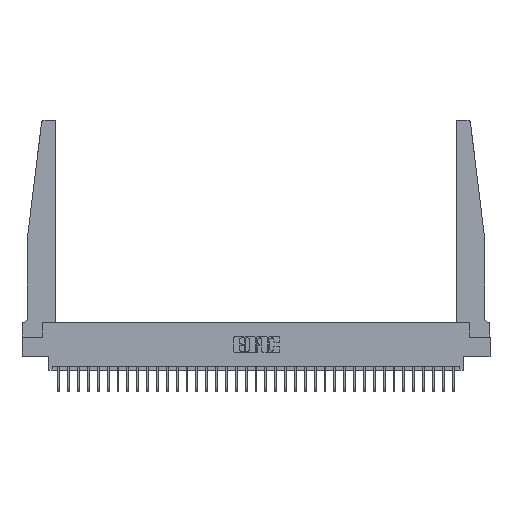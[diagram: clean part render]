
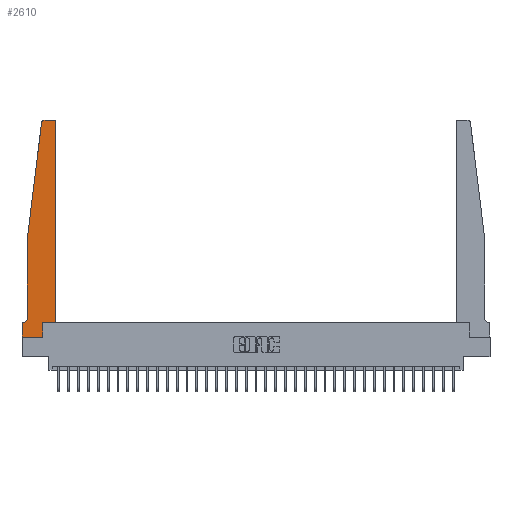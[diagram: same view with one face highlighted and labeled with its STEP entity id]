
A CAD part, top view. The second image highlights one B-rep face of the part: STEP entity #2610.
In plain terms, the highlighted planar face has unit normal (0, 0, 1).
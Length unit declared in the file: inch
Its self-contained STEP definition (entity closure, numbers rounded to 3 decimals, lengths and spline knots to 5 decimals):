
#57 = ORIENTED_EDGE ( 'NONE', *, *, #5532, .T. ) ;
#513 = CARTESIAN_POINT ( 'NONE',  ( 0.065, 0.2375, 0.37 ) ) ;
#530 = DIRECTION ( 'NONE',  ( 1., 0., 0. ) ) ;
#1375 = VERTEX_POINT ( 'NONE', #26196 ) ;
#1396 = VERTEX_POINT ( 'NONE', #26535 ) ;
#1547 = DIRECTION ( 'NONE',  ( 0., 1., 0. ) ) ;
#1660 = VECTOR ( 'NONE', #1547, 39.37008 ) ;
#1927 = VECTOR ( 'NONE', #7233, 39.37008 ) ;
#1965 = LINE ( 'NONE', #9745, #1927 ) ;
#2610 = ADVANCED_FACE ( 'NONE', ( #16198 ), #5860, .T. ) ;
#2749 = DIRECTION ( 'NONE',  ( 0., -1., 0. ) ) ;
#3139 = DIRECTION ( 'NONE',  ( 0., 0., 1. ) ) ;
#4288 = EDGE_CURVE ( 'NONE', #1396, #1375, #4676, .T. ) ;
#4509 = VERTEX_POINT ( 'NONE', #12830 ) ;
#4676 = LINE ( 'NONE', #8084, #10401 ) ;
#5198 = AXIS2_PLACEMENT_3D ( 'NONE', #7518, #23278, #20312 ) ;
#5532 = EDGE_CURVE ( 'NONE', #12415, #30753, #11110, .T. ) ;
#5860 = PLANE ( 'NONE',  #33207 ) ;
#5924 = LINE ( 'NONE', #10237, #29064 ) ;
#6449 = DIRECTION ( 'NONE',  ( 0., -1., 0. ) ) ;
#6722 = CARTESIAN_POINT ( 'NONE',  ( 0., 0.1875, 0.37 ) ) ;
#7233 = DIRECTION ( 'NONE',  ( 1., 0., 0. ) ) ;
#7462 = CIRCLE ( 'NONE', #17070, 0.03 ) ;
#7480 = CARTESIAN_POINT ( 'NONE',  ( 0.2605, 0.18, 0.37 ) ) ;
#7518 = CARTESIAN_POINT ( 'NONE',  ( 0.27653, 2.72, 0.37 ) ) ;
#7558 = VECTOR ( 'NONE', #18135, 39.37008 ) ;
#7734 = ORIENTED_EDGE ( 'NONE', *, *, #9084, .T. ) ;
#8084 = CARTESIAN_POINT ( 'NONE',  ( 0.425, 0.18, 0.37 ) ) ;
#8389 = CARTESIAN_POINT ( 'NONE',  ( 0.395, 2.75, 0.37 ) ) ;
#8502 = CARTESIAN_POINT ( 'NONE',  ( 0., 0.1875, 0.37 ) ) ;
#8927 = ORIENTED_EDGE ( 'NONE', *, *, #29104, .T. ) ;
#9084 = EDGE_CURVE ( 'NONE', #20963, #25364, #25068, .T. ) ;
#9597 = DIRECTION ( 'NONE',  ( 0., 0., -1. ) ) ;
#9684 = VECTOR ( 'NONE', #24615, 39.37008 ) ;
#9745 = CARTESIAN_POINT ( 'NONE',  ( 0., 0., 0.37 ) ) ;
#9875 = ORIENTED_EDGE ( 'NONE', *, *, #22080, .T. ) ;
#10014 = DIRECTION ( 'NONE',  ( -1., 0., 0. ) ) ;
#10237 = CARTESIAN_POINT ( 'NONE',  ( 0.25, 2.75, 0.37 ) ) ;
#10401 = VECTOR ( 'NONE', #29174, 39.37008 ) ;
#10804 = DIRECTION ( 'NONE',  ( 1., 0., 0. ) ) ;
#11007 = LINE ( 'NONE', #27278, #1660 ) ;
#11097 = CARTESIAN_POINT ( 'NONE',  ( 0.395, 2.72, 0.37 ) ) ;
#11110 = LINE ( 'NONE', #11447, #33380 ) ;
#11286 = VECTOR ( 'NONE', #2749, 39.37008 ) ;
#11353 = VERTEX_POINT ( 'NONE', #15340 ) ;
#11447 = CARTESIAN_POINT ( 'NONE',  ( 0., 0., 0.37 ) ) ;
#11588 = CARTESIAN_POINT ( 'NONE',  ( 0.065, 1.25, 0.37 ) ) ;
#12415 = VERTEX_POINT ( 'NONE', #6722 ) ;
#12830 = CARTESIAN_POINT ( 'NONE',  ( 0.24675, 2.72367, 0.37 ) ) ;
#12951 = CIRCLE ( 'NONE', #16715, 0.05 ) ;
#14045 = ORIENTED_EDGE ( 'NONE', *, *, #28286, .T. ) ;
#15340 = CARTESIAN_POINT ( 'NONE',  ( 0.015, 0.1875, 0.37 ) ) ;
#16084 = DIRECTION ( 'NONE',  ( 1., 0., 0. ) ) ;
#16198 = FACE_OUTER_BOUND ( 'NONE', #33389, .T. ) ;
#16632 = ORIENTED_EDGE ( 'NONE', *, *, #27647, .T. ) ;
#16715 = AXIS2_PLACEMENT_3D ( 'NONE', #22278, #9597, #27579 ) ;
#17070 = AXIS2_PLACEMENT_3D ( 'NONE', #11097, #3139, #16084 ) ;
#17621 = EDGE_CURVE ( 'NONE', #28181, #4509, #33300, .T. ) ;
#18135 = DIRECTION ( 'NONE',  ( -1., 0., 0. ) ) ;
#18193 = ORIENTED_EDGE ( 'NONE', *, *, #17621, .T. ) ;
#18320 = VERTEX_POINT ( 'NONE', #7480 ) ;
#18393 = VERTEX_POINT ( 'NONE', #8389 ) ;
#18903 = EDGE_CURVE ( 'NONE', #30753, #21546, #1965, .T. ) ;
#18920 = CARTESIAN_POINT ( 'NONE',  ( 0.27653, 2.75, 0.37 ) ) ;
#20312 = DIRECTION ( 'NONE',  ( 1., 0., 0. ) ) ;
#20963 = VERTEX_POINT ( 'NONE', #26646 ) ;
#21546 = VERTEX_POINT ( 'NONE', #25583 ) ;
#21870 = ORIENTED_EDGE ( 'NONE', *, *, #31143, .T. ) ;
#21926 = ORIENTED_EDGE ( 'NONE', *, *, #28992, .T. ) ;
#22080 = EDGE_CURVE ( 'NONE', #1375, #18393, #7462, .T. ) ;
#22278 = CARTESIAN_POINT ( 'NONE',  ( 0.015, 0.2375, 0.37 ) ) ;
#23150 = ORIENTED_EDGE ( 'NONE', *, *, #32992, .T. ) ;
#23278 = DIRECTION ( 'NONE',  ( 0., 0., 1. ) ) ;
#23599 = CARTESIAN_POINT ( 'NONE',  ( 0.065, 1.25, 0.37 ) ) ;
#24615 = DIRECTION ( 'NONE',  ( -0.122, -0.992, 0. ) ) ;
#24920 = ORIENTED_EDGE ( 'NONE', *, *, #18903, .T. ) ;
#25068 = LINE ( 'NONE', #23599, #11286 ) ;
#25364 = VERTEX_POINT ( 'NONE', #513 ) ;
#25583 = CARTESIAN_POINT ( 'NONE',  ( 0.2605, 0., 0.37 ) ) ;
#26196 = CARTESIAN_POINT ( 'NONE',  ( 0.425, 2.72, 0.37 ) ) ;
#26535 = CARTESIAN_POINT ( 'NONE',  ( 0.425, 0.18, 0.37 ) ) ;
#26632 = DIRECTION ( 'NONE',  ( 0., 0., 1. ) ) ;
#26646 = CARTESIAN_POINT ( 'NONE',  ( 0.065, 1.25, 0.37 ) ) ;
#27278 = CARTESIAN_POINT ( 'NONE',  ( 0.2605, 0.18, 0.37 ) ) ;
#27507 = LINE ( 'NONE', #11588, #9684 ) ;
#27579 = DIRECTION ( 'NONE',  ( -1., 0., 0. ) ) ;
#27647 = EDGE_CURVE ( 'NONE', #25364, #11353, #12951, .T. ) ;
#28181 = VERTEX_POINT ( 'NONE', #18920 ) ;
#28286 = EDGE_CURVE ( 'NONE', #4509, #20963, #27507, .T. ) ;
#28446 = CARTESIAN_POINT ( 'NONE',  ( 0.065, 0.1875, 0.37 ) ) ;
#28992 = EDGE_CURVE ( 'NONE', #18393, #28181, #5924, .T. ) ;
#29064 = VECTOR ( 'NONE', #10014, 39.37008 ) ;
#29104 = EDGE_CURVE ( 'NONE', #11353, #12415, #30730, .T. ) ;
#29165 = CARTESIAN_POINT ( 'NONE',  ( 0.425, 0.18, 0.37 ) ) ;
#29174 = DIRECTION ( 'NONE',  ( 0., 1., 0. ) ) ;
#29397 = ORIENTED_EDGE ( 'NONE', *, *, #4288, .T. ) ;
#30730 = LINE ( 'NONE', #28446, #7558 ) ;
#30753 = VERTEX_POINT ( 'NONE', #33559 ) ;
#30776 = LINE ( 'NONE', #29165, #31588 ) ;
#31143 = EDGE_CURVE ( 'NONE', #21546, #18320, #11007, .T. ) ;
#31588 = VECTOR ( 'NONE', #10804, 39.37008 ) ;
#32992 = EDGE_CURVE ( 'NONE', #18320, #1396, #30776, .T. ) ;
#33207 = AXIS2_PLACEMENT_3D ( 'NONE', #8502, #26632, #530 ) ;
#33300 = CIRCLE ( 'NONE', #5198, 0.03 ) ;
#33380 = VECTOR ( 'NONE', #6449, 39.37008 ) ;
#33389 = EDGE_LOOP ( 'NONE', ( #21926, #18193, #14045, #7734, #16632, #8927, #57, #24920, #21870, #23150, #29397, #9875 ) ) ;
#33559 = CARTESIAN_POINT ( 'NONE',  ( 0., 0., 0.37 ) ) ;
